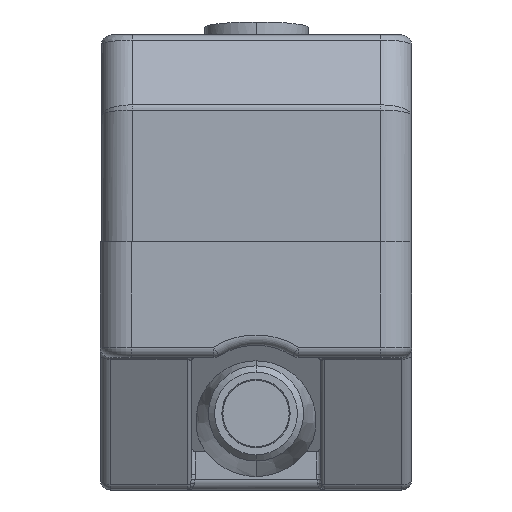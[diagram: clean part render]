
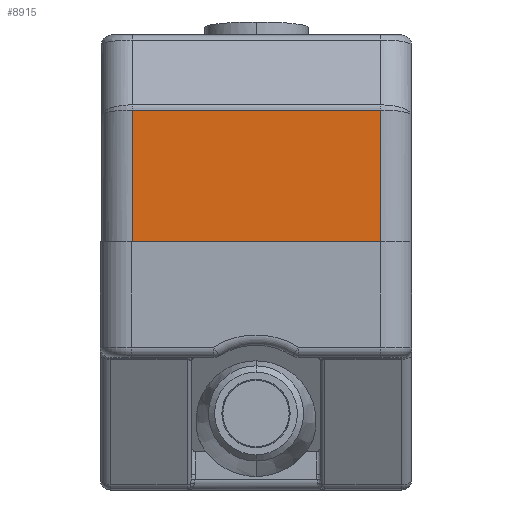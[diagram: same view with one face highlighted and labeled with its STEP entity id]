
A CAD part, front view. The second image highlights one B-rep face of the part: STEP entity #8915.
In plain terms, the highlighted planar face has unit normal (0, -1, 0).
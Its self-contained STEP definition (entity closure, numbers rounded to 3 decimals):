
#482=DIRECTION('',(0.,0.,-1.));
#483=VECTOR('',#482,6.366);
#484=CARTESIAN_POINT('',(6.,-17.3,6.366));
#485=LINE('',#484,#483);
#490=DIRECTION('',(-1.,0.,0.));
#491=VECTOR('',#490,12.);
#492=CARTESIAN_POINT('',(6.,-17.3,0.));
#493=LINE('',#492,#491);
#503=DIRECTION('',(0.,0.,1.));
#504=VECTOR('',#503,6.366);
#505=CARTESIAN_POINT('',(-6.,-17.3,0.));
#506=LINE('',#505,#504);
#507=CARTESIAN_POINT('',(-6.,-17.3,6.366));
#643=DIRECTION('',(-1.,0.,0.));
#644=VECTOR('',#643,12.);
#645=CARTESIAN_POINT('',(6.,-17.3,6.366));
#646=LINE('',#645,#644);
#6945=VERTEX_POINT('',#507);
#6948=CARTESIAN_POINT('',(6.,-17.3,6.366));
#6949=VERTEX_POINT('',#6948);
#7928=CARTESIAN_POINT('',(6.,-17.3,0.));
#7929=CARTESIAN_POINT('',(-6.,-17.3,0.));
#7930=VERTEX_POINT('',#7928);
#7931=VERTEX_POINT('',#7929);
#8902=CARTESIAN_POINT('',(7.5,-17.3,0.));
#8903=DIRECTION('',(0.,-1.,0.));
#8904=DIRECTION('',(0.,0.,1.));
#8905=AXIS2_PLACEMENT_3D('',#8902,#8903,#8904);
#8906=PLANE('',#8905);
#8907=ORIENTED_EDGE('',*,*,#8368,.T.);
#8909=ORIENTED_EDGE('',*,*,#8908,.T.);
#8911=ORIENTED_EDGE('',*,*,#8910,.F.);
#8912=ORIENTED_EDGE('',*,*,#8895,.T.);
#8913=EDGE_LOOP('',(#8907,#8909,#8911,#8912));
#8914=FACE_OUTER_BOUND('',#8913,.F.);
#8915=ADVANCED_FACE('',(#8914),#8906,.T.);
#8368=EDGE_CURVE('',#7930,#7931,#493,.T.);
#8895=EDGE_CURVE('',#6949,#7930,#485,.T.);
#8908=EDGE_CURVE('',#7931,#6945,#506,.T.);
#8910=EDGE_CURVE('',#6949,#6945,#646,.T.);
